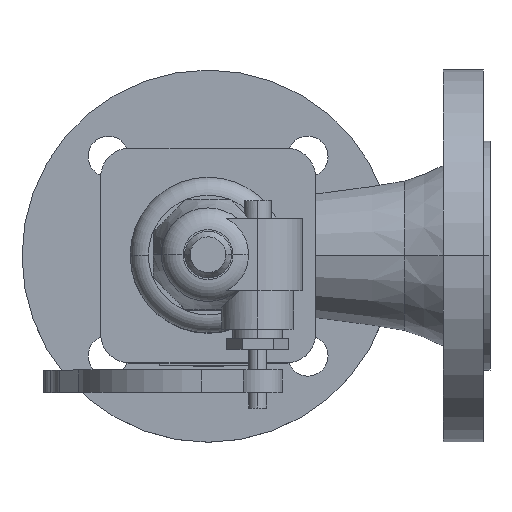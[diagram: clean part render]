
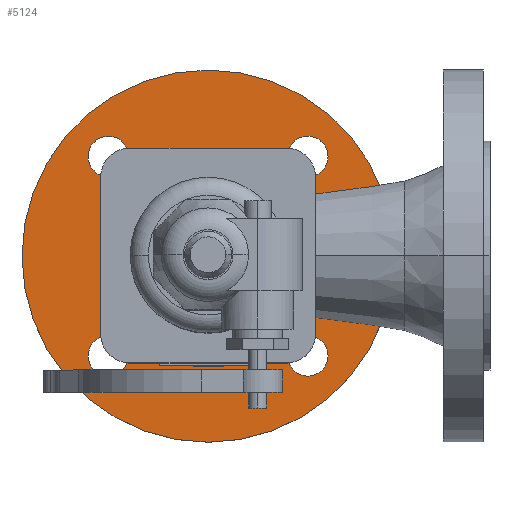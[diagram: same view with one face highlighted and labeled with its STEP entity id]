
A CAD part, top view. The second image highlights one B-rep face of the part: STEP entity #5124.
In plain terms, the highlighted planar face has unit normal (0, 0, 1).
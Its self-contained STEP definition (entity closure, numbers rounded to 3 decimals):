
#2024=CARTESIAN_POINT('',(82.5,-0.,20.8));
#2025=VERTEX_POINT('',#2024);
#2026=CARTESIAN_POINT('',(-82.5,0.,20.8));
#2027=VERTEX_POINT('',#2026);
#2028=CARTESIAN_POINT('',(0.,-0.,20.8));
#2029=DIRECTION('',(-0.,0.,-1.));
#2030=DIRECTION('',(-1.,0.,0.));
#2031=AXIS2_PLACEMENT_3D('',#2028,#2029,#2030);
#2032=CIRCLE('',#2031,82.5);
#2033=EDGE_CURVE('',#2025,#2027,#2032,.T.);
#2067=CARTESIAN_POINT('',(40.,0.,20.8));
#2068=VERTEX_POINT('',#2067);
#2075=CARTESIAN_POINT('',(-40.,-0.,20.8));
#2076=VERTEX_POINT('',#2075);
#2077=CARTESIAN_POINT('',(0.,-0.,20.8));
#2078=DIRECTION('',(0.,0.,-1.));
#2079=DIRECTION('',(-1.,0.,0.));
#2080=AXIS2_PLACEMENT_3D('',#2077,#2078,#2079);
#2081=CIRCLE('',#2080,40.);
#2082=EDGE_CURVE('',#2076,#2068,#2081,.T.);
#4199=CARTESIAN_POINT('',(53.194,44.194,20.8));
#4200=VERTEX_POINT('',#4199);
#4207=CARTESIAN_POINT('',(35.194,44.194,20.8));
#4208=VERTEX_POINT('',#4207);
#4209=CARTESIAN_POINT('',(44.194,44.194,20.8));
#4210=DIRECTION('',(0.,0.,-1.));
#4211=DIRECTION('',(1.,0.,0.));
#4212=AXIS2_PLACEMENT_3D('',#4209,#4210,#4211);
#4213=CIRCLE('',#4212,9.);
#4214=EDGE_CURVE('',#4208,#4200,#4213,.T.);
#4231=CARTESIAN_POINT('',(53.194,-44.194,20.8));
#4232=VERTEX_POINT('',#4231);
#4239=CARTESIAN_POINT('',(35.194,-44.194,20.8));
#4240=VERTEX_POINT('',#4239);
#4241=CARTESIAN_POINT('',(44.194,-44.194,20.8));
#4242=DIRECTION('',(0.,0.,-1.));
#4243=DIRECTION('',(1.,0.,0.));
#4244=AXIS2_PLACEMENT_3D('',#4241,#4242,#4243);
#4245=CIRCLE('',#4244,9.);
#4246=EDGE_CURVE('',#4240,#4232,#4245,.T.);
#4262=CARTESIAN_POINT('',(-53.194,-44.194,20.8));
#4263=VERTEX_POINT('',#4262);
#4264=CARTESIAN_POINT('',(-35.194,-44.194,20.8));
#4265=VERTEX_POINT('',#4264);
#4266=CARTESIAN_POINT('',(-44.194,-44.194,20.8));
#4267=DIRECTION('',(0.,0.,-1.));
#4268=DIRECTION('',(1.,0.,0.));
#4269=AXIS2_PLACEMENT_3D('',#4266,#4267,#4268);
#4270=CIRCLE('',#4269,9.);
#4271=EDGE_CURVE('',#4263,#4265,#4270,.T.);
#4295=CARTESIAN_POINT('',(-53.194,44.194,20.8));
#4296=VERTEX_POINT('',#4295);
#4303=CARTESIAN_POINT('',(-35.194,44.194,20.8));
#4304=VERTEX_POINT('',#4303);
#4305=CARTESIAN_POINT('',(-44.194,44.194,20.8));
#4306=DIRECTION('',(0.,0.,-1.));
#4307=DIRECTION('',(1.,0.,0.));
#4308=AXIS2_PLACEMENT_3D('',#4305,#4306,#4307);
#4309=CIRCLE('',#4308,9.);
#4310=EDGE_CURVE('',#4304,#4296,#4309,.T.);
#5059=CARTESIAN_POINT('',(-61.25,0.,20.8));
#5060=DIRECTION('',(0.,-0.,1.));
#5061=DIRECTION('',(1.,-0.,-0.));
#5062=AXIS2_PLACEMENT_3D('',#5059,#5060,#5061);
#5063=PLANE('',#5062);
#5064=CARTESIAN_POINT('',(-44.194,44.194,20.8));
#5065=DIRECTION('',(0.,0.,-1.));
#5066=DIRECTION('',(1.,0.,0.));
#5067=AXIS2_PLACEMENT_3D('',#5064,#5065,#5066);
#5068=CIRCLE('',#5067,9.);
#5069=EDGE_CURVE('',#4296,#4304,#5068,.T.);
#5070=ORIENTED_EDGE('',*,*,#5069,.T.);
#5071=ORIENTED_EDGE('',*,*,#4310,.T.);
#5072=EDGE_LOOP('',(#5070,#5071));
#5073=FACE_BOUND('',#5072,.T.);
#5074=ORIENTED_EDGE('',*,*,#4271,.T.);
#5075=CARTESIAN_POINT('',(-44.194,-44.194,20.8));
#5076=DIRECTION('',(0.,0.,-1.));
#5077=DIRECTION('',(1.,0.,0.));
#5078=AXIS2_PLACEMENT_3D('',#5075,#5076,#5077);
#5079=CIRCLE('',#5078,9.);
#5080=EDGE_CURVE('',#4265,#4263,#5079,.T.);
#5081=ORIENTED_EDGE('',*,*,#5080,.T.);
#5082=EDGE_LOOP('',(#5074,#5081));
#5083=FACE_BOUND('',#5082,.T.);
#5084=CARTESIAN_POINT('',(44.194,-44.194,20.8));
#5085=DIRECTION('',(0.,0.,-1.));
#5086=DIRECTION('',(1.,0.,0.));
#5087=AXIS2_PLACEMENT_3D('',#5084,#5085,#5086);
#5088=CIRCLE('',#5087,9.);
#5089=EDGE_CURVE('',#4232,#4240,#5088,.T.);
#5090=ORIENTED_EDGE('',*,*,#5089,.T.);
#5091=ORIENTED_EDGE('',*,*,#4246,.T.);
#5092=EDGE_LOOP('',(#5090,#5091));
#5093=FACE_BOUND('',#5092,.T.);
#5094=ORIENTED_EDGE('',*,*,#4214,.T.);
#5095=CARTESIAN_POINT('',(44.194,44.194,20.8));
#5096=DIRECTION('',(0.,0.,-1.));
#5097=DIRECTION('',(1.,0.,0.));
#5098=AXIS2_PLACEMENT_3D('',#5095,#5096,#5097);
#5099=CIRCLE('',#5098,9.);
#5100=EDGE_CURVE('',#4200,#4208,#5099,.T.);
#5101=ORIENTED_EDGE('',*,*,#5100,.T.);
#5102=EDGE_LOOP('',(#5094,#5101));
#5103=FACE_BOUND('',#5102,.T.);
#5104=CARTESIAN_POINT('',(0.,-0.,20.8));
#5105=DIRECTION('',(0.,0.,-1.));
#5106=DIRECTION('',(-1.,0.,0.));
#5107=AXIS2_PLACEMENT_3D('',#5104,#5105,#5106);
#5108=CIRCLE('',#5107,40.);
#5109=EDGE_CURVE('',#2068,#2076,#5108,.T.);
#5110=ORIENTED_EDGE('',*,*,#5109,.T.);
#5111=ORIENTED_EDGE('',*,*,#2082,.T.);
#5112=EDGE_LOOP('',(#5110,#5111));
#5113=FACE_BOUND('',#5112,.T.);
#5114=ORIENTED_EDGE('',*,*,#2033,.F.);
#5115=CARTESIAN_POINT('',(0.,-0.,20.8));
#5116=DIRECTION('',(-0.,0.,-1.));
#5117=DIRECTION('',(-1.,0.,0.));
#5118=AXIS2_PLACEMENT_3D('',#5115,#5116,#5117);
#5119=CIRCLE('',#5118,82.5);
#5120=EDGE_CURVE('',#2027,#2025,#5119,.T.);
#5121=ORIENTED_EDGE('',*,*,#5120,.F.);
#5122=EDGE_LOOP('',(#5114,#5121));
#5123=FACE_BOUND('',#5122,.T.);
#5124=ADVANCED_FACE('',(#5073,#5083,#5093,#5103,#5113,#5123),#5063,.T.);
